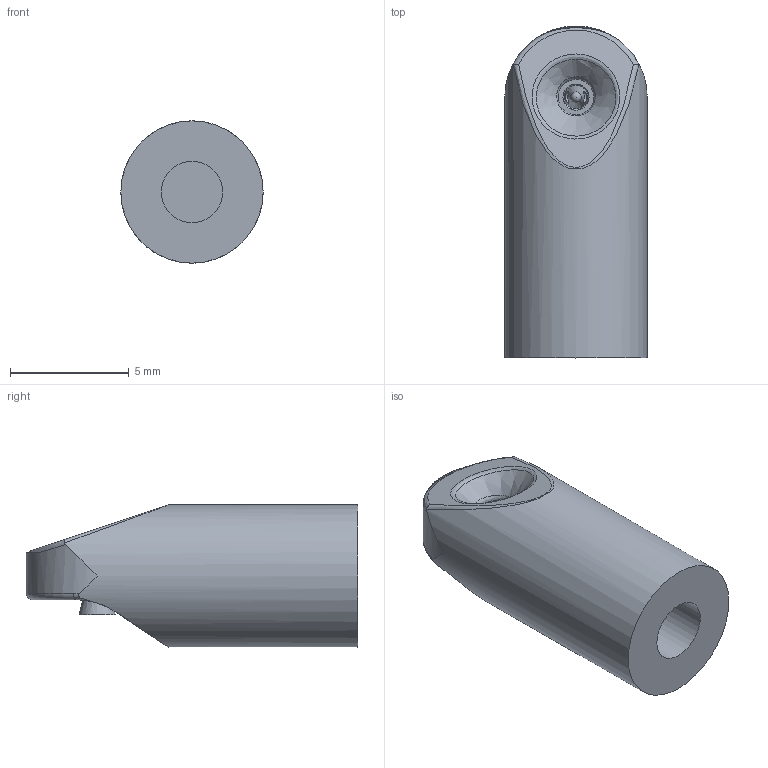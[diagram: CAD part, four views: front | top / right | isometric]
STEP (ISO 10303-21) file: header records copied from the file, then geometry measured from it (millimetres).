
FILE_DESCRIPTION(/* description */ (''),/* implementation_level */ '2;1');
FILE_NAME(/* name */ 'ProtoypePostCover v1.step',/* time_stamp */ '2025-09-27T17:05:27-04:00',/* author */ (''),/* organization */ (''),/* preprocessor_version */ 'ST-DEVELOPER v20.1',/* originating_system */ 'Autodesk Translation Framework v14.10.0.0',/* authorisation */ '');
FILE_SCHEMA (('AUTOMOTIVE_DESIGN { 1 0 10303 214 3 1 1 }'));
Length unit declared in the file: millimetre
Products named in the file (2): ProtoypePostCover; 7487N11_Precision Stainless Steel Ball Bearing
Assembly tree (1 placements, depth 2):
  ProtoypePostCover
    7487N11_Precision Stainless Steel Ball Bearing
Bounding box: 6 x 14 x 6 mm (x, y, z)
Volume: 283 mm3; surface area: 412.3 mm2
Topology: 16 solids, 16 shells, 61 faces, 149 edges, 95 vertices
Faces by surface type: cylinder 14, plane 14, sphere 13, bspline 10, cone 6, torus 4
Full cylindrical faces by diameter (mm): 0.5 x1, 1 x1, 1.5 x1, 1.778 x2, 2.222 x2, 2.591 x1, 3 x2, 6 x1
Entity records: 2381 total; most frequent: CARTESIAN_POINT 996, DIRECTION 267, ORIENTED_EDGE 248, EDGE_CURVE 124, AXIS2_PLACEMENT_3D 122, VERTEX_POINT 95, EDGE_LOOP 69, FACE_OUTER_BOUND 61
